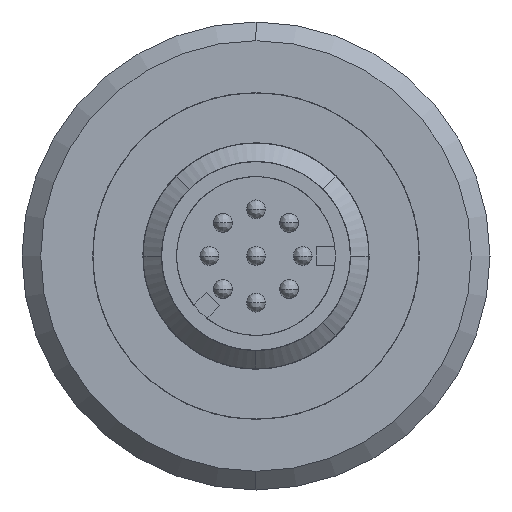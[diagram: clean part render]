
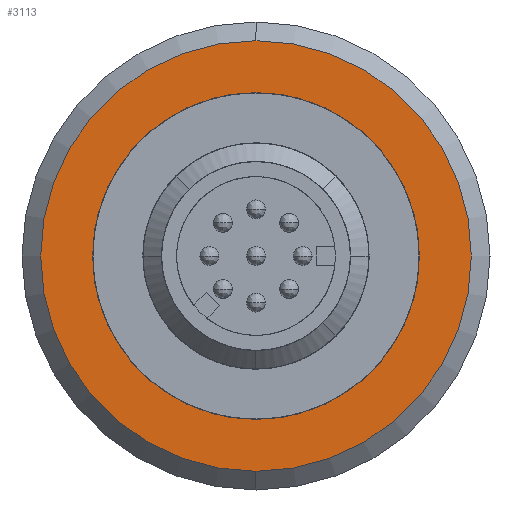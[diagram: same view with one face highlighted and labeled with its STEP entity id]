
A CAD part, left-side view. The second image highlights one B-rep face of the part: STEP entity #3113.
In plain terms, the highlighted face is planar.
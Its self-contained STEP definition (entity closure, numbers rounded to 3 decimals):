
#373 = ORIENTED_EDGE ( 'NONE', *, *, #721, .T. ) ;
#679 = CARTESIAN_POINT ( 'NONE',  ( 7., 0., 0. ) ) ;
#721 = EDGE_CURVE ( 'NONE', #2309, #2898, #3057, .T. ) ;
#768 = ORIENTED_EDGE ( 'NONE', *, *, #6739, .T. ) ;
#886 = AXIS2_PLACEMENT_3D ( 'NONE', #5683, #7769, #2947 ) ;
#1062 = DIRECTION ( 'NONE',  ( -1., 0., 0. ) ) ;
#1897 = CIRCLE ( 'NONE', #8145, 11.512 ) ;
#2066 = DIRECTION ( 'NONE',  ( 0., 0., 1. ) ) ;
#2156 = DIRECTION ( 'NONE',  ( 1., 0., 0. ) ) ;
#2301 = VERTEX_POINT ( 'NONE', #5998 ) ;
#2309 = VERTEX_POINT ( 'NONE', #8781 ) ;
#2411 = CIRCLE ( 'NONE', #6322, 8.738 ) ;
#2438 = DIRECTION ( 'NONE',  ( 0., 0., -1. ) ) ;
#2525 = CARTESIAN_POINT ( 'NONE',  ( 7., 0., 0. ) ) ;
#2638 = CIRCLE ( 'NONE', #886, 11.512 ) ;
#2898 = VERTEX_POINT ( 'NONE', #8116 ) ;
#2947 = DIRECTION ( 'NONE',  ( 0., 0., -1. ) ) ;
#2965 = CARTESIAN_POINT ( 'NONE',  ( 7., 0., 0. ) ) ;
#3057 = CIRCLE ( 'NONE', #6241, 8.738 ) ;
#3113 = ADVANCED_FACE ( 'NONE', ( #6335, #5069 ), #6431, .T. ) ;
#3599 = DIRECTION ( 'NONE',  ( 0., 1., 0. ) ) ;
#4288 = ORIENTED_EDGE ( 'NONE', *, *, #5811, .T. ) ;
#4642 = EDGE_LOOP ( 'NONE', ( #768, #4288 ) ) ;
#4835 = DIRECTION ( 'NONE',  ( -1., 0., 0. ) ) ;
#4914 = ORIENTED_EDGE ( 'NONE', *, *, #7403, .T. ) ;
#5069 = FACE_OUTER_BOUND ( 'NONE', #4642, .T. ) ;
#5472 = CARTESIAN_POINT ( 'NONE',  ( 7., 0., 11.512 ) ) ;
#5683 = CARTESIAN_POINT ( 'NONE',  ( 7., 0., 0. ) ) ;
#5811 = EDGE_CURVE ( 'NONE', #2301, #7605, #2638, .T. ) ;
#5998 = CARTESIAN_POINT ( 'NONE',  ( 7., 0., -11.512 ) ) ;
#6241 = AXIS2_PLACEMENT_3D ( 'NONE', #8251, #4835, #2066 ) ;
#6322 = AXIS2_PLACEMENT_3D ( 'NONE', #2525, #1062, #2438 ) ;
#6335 = FACE_BOUND ( 'NONE', #8714, .T. ) ;
#6431 = PLANE ( 'NONE',  #8814 ) ;
#6739 = EDGE_CURVE ( 'NONE', #7605, #2301, #1897, .T. ) ;
#6964 = DIRECTION ( 'NONE',  ( 1., 0., 0. ) ) ;
#7403 = EDGE_CURVE ( 'NONE', #2898, #2309, #2411, .T. ) ;
#7605 = VERTEX_POINT ( 'NONE', #5472 ) ;
#7769 = DIRECTION ( 'NONE',  ( 1., 0., 0. ) ) ;
#8116 = CARTESIAN_POINT ( 'NONE',  ( 7., 0., -8.738 ) ) ;
#8145 = AXIS2_PLACEMENT_3D ( 'NONE', #679, #6964, #8381 ) ;
#8251 = CARTESIAN_POINT ( 'NONE',  ( 7., 0., 0. ) ) ;
#8381 = DIRECTION ( 'NONE',  ( 0., 0., 1. ) ) ;
#8714 = EDGE_LOOP ( 'NONE', ( #373, #4914 ) ) ;
#8781 = CARTESIAN_POINT ( 'NONE',  ( 7., 0., 8.738 ) ) ;
#8814 = AXIS2_PLACEMENT_3D ( 'NONE', #2965, #2156, #3599 ) ;
